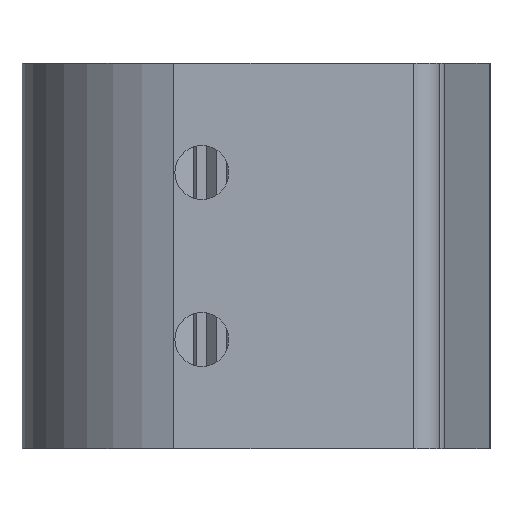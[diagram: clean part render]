
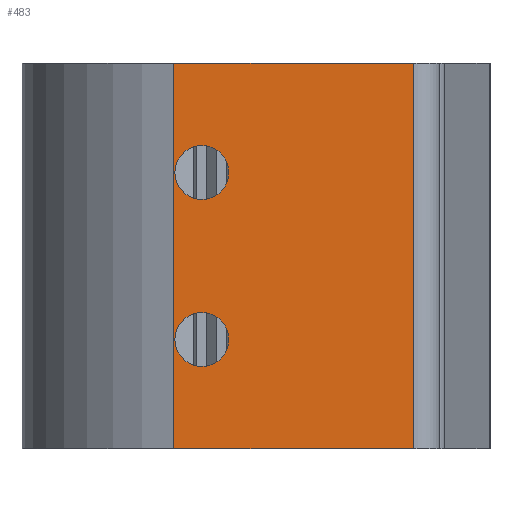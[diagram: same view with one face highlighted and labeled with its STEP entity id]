
A CAD part, left-side view. The second image highlights one B-rep face of the part: STEP entity #483.
In plain terms, the highlighted planar face has unit normal (-1, 0, 0).
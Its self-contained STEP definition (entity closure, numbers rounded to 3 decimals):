
#4 = CARTESIAN_POINT ( 'NONE',  ( 0., 18.5, 8.5 ) ) ;
#18 = CARTESIAN_POINT ( 'NONE',  ( 0., 2., 30. ) ) ;
#76 = CARTESIAN_POINT ( 'NONE',  ( 0., 18.5, 23.6 ) ) ;
#181 = DIRECTION ( 'NONE',  ( -1., 0., 0. ) ) ;
#198 = DIRECTION ( 'NONE',  ( 0., 0., 1. ) ) ;
#203 = CARTESIAN_POINT ( 'NONE',  ( 0., 2., 30. ) ) ;
#235 = VECTOR ( 'NONE', #1173, 1000. ) ;
#243 = LINE ( 'NONE', #1152, #235 ) ;
#320 = VECTOR ( 'NONE', #759, 1000. ) ;
#325 = LINE ( 'NONE', #791, #320 ) ;
#328 = VECTOR ( 'NONE', #870, 1000. ) ;
#341 = CIRCLE ( 'NONE', #437, 2.1 ) ;
#342 = DIRECTION ( 'NONE',  ( -1., 0., 0. ) ) ;
#349 = CARTESIAN_POINT ( 'NONE',  ( 0., -30.167, 30. ) ) ;
#350 = CIRCLE ( 'NONE', #451, 2.1 ) ;
#352 = LINE ( 'NONE', #1837, #355 ) ;
#354 = PLANE ( 'NONE',  #699 ) ;
#355 = VECTOR ( 'NONE', #1853, 1000. ) ;
#356 = DIRECTION ( 'NONE',  ( 0., 0., 1. ) ) ;
#364 = LINE ( 'NONE', #203, #328 ) ;
#391 = CIRCLE ( 'NONE', #511, 2.1 ) ;
#437 = AXIS2_PLACEMENT_3D ( 'NONE', #4, #181, #198 ) ;
#451 = AXIS2_PLACEMENT_3D ( 'NONE', #1377, #1380, #1383 ) ;
#455 = FACE_OUTER_BOUND ( 'NONE', #1370, .T. ) ;
#456 = FACE_BOUND ( 'NONE', #927, .T. ) ;
#461 = FACE_BOUND ( 'NONE', #1554, .T. ) ;
#483 = ADVANCED_FACE ( 'NONE', ( #456, #461, #455 ), #354, .T. ) ;
#484 = AXIS2_PLACEMENT_3D ( 'NONE', #1892, #1893, #1894 ) ;
#500 = CARTESIAN_POINT ( 'NONE',  ( 0., 18.5, 6.4 ) ) ;
#511 = AXIS2_PLACEMENT_3D ( 'NONE', #1824, #1825, #1826 ) ;
#540 = CIRCLE ( 'NONE', #484, 2.1 ) ;
#553 = CARTESIAN_POINT ( 'NONE',  ( 0., 20.687, 0. ) ) ;
#610 = CARTESIAN_POINT ( 'NONE',  ( 0., 18.5, 10.6 ) ) ;
#635 = CARTESIAN_POINT ( 'NONE',  ( 0., 20.687, 30. ) ) ;
#647 = ORIENTED_EDGE ( 'NONE', *, *, #1143, .F. ) ;
#683 = CARTESIAN_POINT ( 'NONE',  ( 0., 2., 0. ) ) ;
#699 = AXIS2_PLACEMENT_3D ( 'NONE', #349, #342, #356 ) ;
#749 = VERTEX_POINT ( 'NONE', #500 ) ;
#759 = DIRECTION ( 'NONE',  ( 0., 1., 0. ) ) ;
#791 = CARTESIAN_POINT ( 'NONE',  ( 0., -30.167, 30. ) ) ;
#810 = VERTEX_POINT ( 'NONE', #553 ) ;
#870 = DIRECTION ( 'NONE',  ( 0., 0., 1. ) ) ;
#877 = VERTEX_POINT ( 'NONE', #610 ) ;
#904 = VERTEX_POINT ( 'NONE', #635 ) ;
#926 = VERTEX_POINT ( 'NONE', #683 ) ;
#927 = EDGE_LOOP ( 'NONE', ( #647, #1013 ) ) ;
#1013 = ORIENTED_EDGE ( 'NONE', *, *, #1082, .F. ) ;
#1052 = EDGE_CURVE ( 'NONE', #749, #877, #391, .T. ) ;
#1070 = CARTESIAN_POINT ( 'NONE',  ( 0., 18.5, 19.4 ) ) ;
#1082 = EDGE_CURVE ( 'NONE', #1290, #1132, #540, .T. ) ;
#1131 = EDGE_CURVE ( 'NONE', #926, #810, #352, .T. ) ;
#1132 = VERTEX_POINT ( 'NONE', #76 ) ;
#1143 = EDGE_CURVE ( 'NONE', #1132, #1290, #350, .T. ) ;
#1152 = CARTESIAN_POINT ( 'NONE',  ( 0., 20.687, 30. ) ) ;
#1173 = DIRECTION ( 'NONE',  ( 0., 0., -1. ) ) ;
#1176 = EDGE_CURVE ( 'NONE', #877, #749, #341, .T. ) ;
#1189 = EDGE_CURVE ( 'NONE', #926, #1197, #364, .T. ) ;
#1196 = EDGE_CURVE ( 'NONE', #1197, #904, #325, .T. ) ;
#1197 = VERTEX_POINT ( 'NONE', #18 ) ;
#1290 = VERTEX_POINT ( 'NONE', #1070 ) ;
#1341 = EDGE_CURVE ( 'NONE', #904, #810, #243, .T. ) ;
#1370 = EDGE_LOOP ( 'NONE', ( #1431, #1693, #1410, #1598 ) ) ;
#1377 = CARTESIAN_POINT ( 'NONE',  ( 0., 18.5, 21.5 ) ) ;
#1380 = DIRECTION ( 'NONE',  ( -1., 0., 0. ) ) ;
#1383 = DIRECTION ( 'NONE',  ( 0., 0., 1. ) ) ;
#1410 = ORIENTED_EDGE ( 'NONE', *, *, #1196, .T. ) ;
#1431 = ORIENTED_EDGE ( 'NONE', *, *, #1131, .F. ) ;
#1554 = EDGE_LOOP ( 'NONE', ( #1928, #1931 ) ) ;
#1598 = ORIENTED_EDGE ( 'NONE', *, *, #1341, .T. ) ;
#1693 = ORIENTED_EDGE ( 'NONE', *, *, #1189, .T. ) ;
#1824 = CARTESIAN_POINT ( 'NONE',  ( 0., 18.5, 8.5 ) ) ;
#1825 = DIRECTION ( 'NONE',  ( -1., 0., 0. ) ) ;
#1826 = DIRECTION ( 'NONE',  ( 0., 0., 1. ) ) ;
#1837 = CARTESIAN_POINT ( 'NONE',  ( 0., -30.167, 0. ) ) ;
#1853 = DIRECTION ( 'NONE',  ( 0., 1., 0. ) ) ;
#1892 = CARTESIAN_POINT ( 'NONE',  ( 0., 18.5, 21.5 ) ) ;
#1893 = DIRECTION ( 'NONE',  ( -1., 0., 0. ) ) ;
#1894 = DIRECTION ( 'NONE',  ( 0., 0., 1. ) ) ;
#1928 = ORIENTED_EDGE ( 'NONE', *, *, #1176, .F. ) ;
#1931 = ORIENTED_EDGE ( 'NONE', *, *, #1052, .F. ) ;
